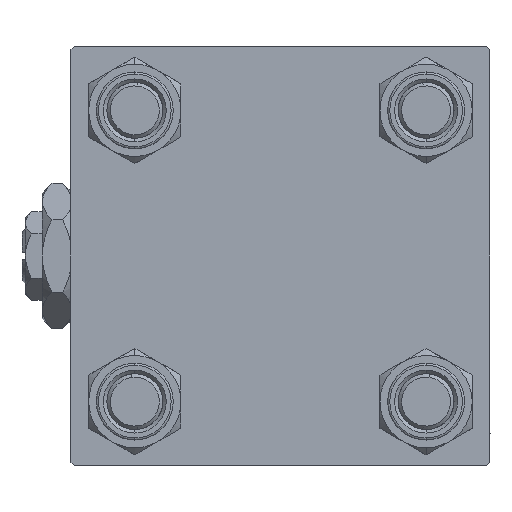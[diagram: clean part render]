
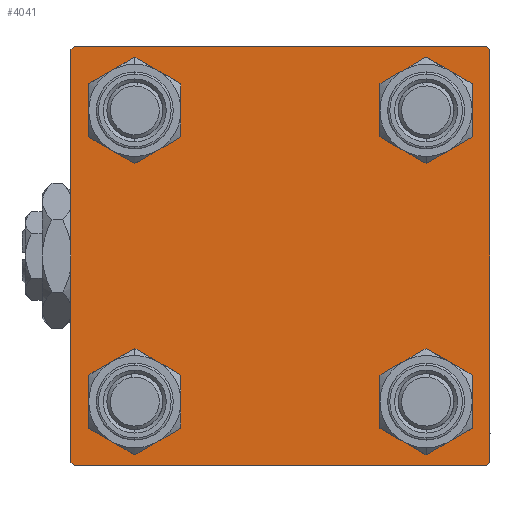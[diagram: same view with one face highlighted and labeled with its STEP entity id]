
A CAD part, left-side view. The second image highlights one B-rep face of the part: STEP entity #4041.
In plain terms, the highlighted planar face has unit normal (-1, 0, 0).
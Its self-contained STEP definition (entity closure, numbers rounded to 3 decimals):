
#177 = LINE ( 'NONE', #8157, #15625 ) ;
#254 = LINE ( 'NONE', #47982, #15788 ) ;
#1015 = DIRECTION ( 'NONE',  ( 1., 0., 0. ) ) ;
#1195 = CARTESIAN_POINT ( 'NONE',  ( 0., -30., -29.5 ) ) ;
#3211 = ORIENTED_EDGE ( 'NONE', *, *, #15424, .T. ) ;
#3882 = ORIENTED_EDGE ( 'NONE', *, *, #30916, .T. ) ;
#3989 = CARTESIAN_POINT ( 'NONE',  ( 0., -30., 30. ) ) ;
#4041 = ADVANCED_FACE ( 'NONE', ( #14982, #10973, #27235, #51787, #31511 ), #27500, .T. ) ;
#4930 = DIRECTION ( 'NONE',  ( 1., 0., 0. ) ) ;
#5295 = CARTESIAN_POINT ( 'NONE',  ( 0., 29.5, -30. ) ) ;
#6644 = LINE ( 'NONE', #23164, #48254 ) ;
#6784 = CARTESIAN_POINT ( 'NONE',  ( 0., 30., 30. ) ) ;
#7174 = EDGE_CURVE ( 'NONE', #16544, #7282, #14581, .T. ) ;
#7251 = DIRECTION ( 'NONE',  ( -1., 0., 0. ) ) ;
#7282 = VERTEX_POINT ( 'NONE', #47109 ) ;
#7302 = CIRCLE ( 'NONE', #20925, 4.5 ) ;
#7749 = EDGE_CURVE ( 'NONE', #18821, #45897, #6644, .T. ) ;
#8157 = CARTESIAN_POINT ( 'NONE',  ( 0., 29.75, -29.75 ) ) ;
#8250 = ORIENTED_EDGE ( 'NONE', *, *, #48274, .T. ) ;
#9202 = DIRECTION ( 'NONE',  ( 0., 0.707, 0.707 ) ) ;
#9584 = EDGE_LOOP ( 'NONE', ( #8250, #3882 ) ) ;
#9630 = ORIENTED_EDGE ( 'NONE', *, *, #25742, .F. ) ;
#9892 = ORIENTED_EDGE ( 'NONE', *, *, #41123, .T. ) ;
#10176 = AXIS2_PLACEMENT_3D ( 'NONE', #10240, #4930, #42508 ) ;
#10240 = CARTESIAN_POINT ( 'NONE',  ( 0., 20.85, 20.85 ) ) ;
#10444 = VECTOR ( 'NONE', #45293, 1000. ) ;
#10597 = VECTOR ( 'NONE', #40179, 1000. ) ;
#10827 = CARTESIAN_POINT ( 'NONE',  ( 0., -20.85, 20.85 ) ) ;
#10848 = CARTESIAN_POINT ( 'NONE',  ( 0., 20.85, 16.35 ) ) ;
#10973 = FACE_BOUND ( 'NONE', #49542, .T. ) ;
#11072 = ORIENTED_EDGE ( 'NONE', *, *, #38458, .T. ) ;
#11198 = CARTESIAN_POINT ( 'NONE',  ( 0., -20.85, -16.35 ) ) ;
#11344 = CARTESIAN_POINT ( 'NONE',  ( 0., -29.75, -29.75 ) ) ;
#11688 = DIRECTION ( 'NONE',  ( 0., -1., 0. ) ) ;
#12387 = DIRECTION ( 'NONE',  ( 0., 0., 1. ) ) ;
#12923 = DIRECTION ( 'NONE',  ( 0., 0., 1. ) ) ;
#13499 = VERTEX_POINT ( 'NONE', #10848 ) ;
#13645 = VERTEX_POINT ( 'NONE', #15111 ) ;
#13834 = ORIENTED_EDGE ( 'NONE', *, *, #36355, .T. ) ;
#14581 = CIRCLE ( 'NONE', #31604, 4.5 ) ;
#14857 = CIRCLE ( 'NONE', #44672, 4.5 ) ;
#14870 = CARTESIAN_POINT ( 'NONE',  ( 0., 20.85, 25.35 ) ) ;
#14917 = DIRECTION ( 'NONE',  ( 1., 0., 0. ) ) ;
#14982 = FACE_BOUND ( 'NONE', #21434, .T. ) ;
#15111 = CARTESIAN_POINT ( 'NONE',  ( 0., 30., -29.5 ) ) ;
#15284 = CIRCLE ( 'NONE', #38250, 4.5 ) ;
#15424 = EDGE_CURVE ( 'NONE', #13499, #19614, #15284, .T. ) ;
#15593 = VERTEX_POINT ( 'NONE', #1195 ) ;
#15625 = VECTOR ( 'NONE', #48699, 1000. ) ;
#15709 = CARTESIAN_POINT ( 'NONE',  ( 0., 20.85, -20.85 ) ) ;
#15788 = VECTOR ( 'NONE', #45019, 1000. ) ;
#16124 = CARTESIAN_POINT ( 'NONE',  ( 0., 20.85, 20.85 ) ) ;
#16544 = VERTEX_POINT ( 'NONE', #26159 ) ;
#16841 = DIRECTION ( 'NONE',  ( 0., 0., 1. ) ) ;
#17376 = ORIENTED_EDGE ( 'NONE', *, *, #50124, .T. ) ;
#17694 = CARTESIAN_POINT ( 'NONE',  ( 0., -20.85, -20.85 ) ) ;
#18821 = VERTEX_POINT ( 'NONE', #42218 ) ;
#18851 = AXIS2_PLACEMENT_3D ( 'NONE', #43770, #7251, #28756 ) ;
#19294 = CARTESIAN_POINT ( 'NONE',  ( 0., 20.85, -25.35 ) ) ;
#19459 = AXIS2_PLACEMENT_3D ( 'NONE', #15709, #14917, #43708 ) ;
#19614 = VERTEX_POINT ( 'NONE', #14870 ) ;
#20269 = EDGE_CURVE ( 'NONE', #28774, #13645, #39039, .T. ) ;
#20925 = AXIS2_PLACEMENT_3D ( 'NONE', #10827, #43356, #27875 ) ;
#20934 = DIRECTION ( 'NONE',  ( 1., 0., 0. ) ) ;
#21424 = VECTOR ( 'NONE', #50540, 1000. ) ;
#21434 = EDGE_LOOP ( 'NONE', ( #9892, #35498 ) ) ;
#22431 = VERTEX_POINT ( 'NONE', #50228 ) ;
#22736 = CARTESIAN_POINT ( 'NONE',  ( 0., -30., 29.5 ) ) ;
#22955 = VERTEX_POINT ( 'NONE', #37573 ) ;
#23164 = CARTESIAN_POINT ( 'NONE',  ( 0., 30., 30. ) ) ;
#23850 = EDGE_CURVE ( 'NONE', #13645, #48413, #177, .T. ) ;
#24074 = VERTEX_POINT ( 'NONE', #19294 ) ;
#25394 = VECTOR ( 'NONE', #9202, 1000. ) ;
#25742 = EDGE_CURVE ( 'NONE', #50034, #15593, #32520, .T. ) ;
#25765 = DIRECTION ( 'NONE',  ( 0., 0., 1. ) ) ;
#26159 = CARTESIAN_POINT ( 'NONE',  ( 0., -20.85, 16.35 ) ) ;
#26625 = EDGE_CURVE ( 'NONE', #22955, #15593, #51898, .T. ) ;
#27066 = ORIENTED_EDGE ( 'NONE', *, *, #50897, .T. ) ;
#27235 = FACE_BOUND ( 'NONE', #9584, .T. ) ;
#27500 = PLANE ( 'NONE',  #18851 ) ;
#27875 = DIRECTION ( 'NONE',  ( 0., 0., 1. ) ) ;
#28180 = CARTESIAN_POINT ( 'NONE',  ( 0., 30., -30. ) ) ;
#28756 = DIRECTION ( 'NONE',  ( 0., 0., 1. ) ) ;
#28774 = VERTEX_POINT ( 'NONE', #33232 ) ;
#29172 = DIRECTION ( 'NONE',  ( 1., 0., 0. ) ) ;
#29783 = AXIS2_PLACEMENT_3D ( 'NONE', #17694, #49986, #34238 ) ;
#30053 = ORIENTED_EDGE ( 'NONE', *, *, #7749, .F. ) ;
#30488 = EDGE_LOOP ( 'NONE', ( #33064, #3211 ) ) ;
#30896 = VECTOR ( 'NONE', #43878, 1000. ) ;
#30916 = EDGE_CURVE ( 'NONE', #24074, #22431, #14857, .T. ) ;
#31386 = LINE ( 'NONE', #28180, #10597 ) ;
#31511 = FACE_OUTER_BOUND ( 'NONE', #40525, .T. ) ;
#31604 = AXIS2_PLACEMENT_3D ( 'NONE', #34056, #1015, #25765 ) ;
#32520 = LINE ( 'NONE', #3989, #10444 ) ;
#32960 = LINE ( 'NONE', #49488, #25394 ) ;
#33064 = ORIENTED_EDGE ( 'NONE', *, *, #51183, .T. ) ;
#33232 = CARTESIAN_POINT ( 'NONE',  ( 0., 30., 29.5 ) ) ;
#33656 = VERTEX_POINT ( 'NONE', #38996 ) ;
#34056 = CARTESIAN_POINT ( 'NONE',  ( 0., -20.85, 20.85 ) ) ;
#34238 = DIRECTION ( 'NONE',  ( 0., 0., 1. ) ) ;
#35498 = ORIENTED_EDGE ( 'NONE', *, *, #7174, .T. ) ;
#35682 = CIRCLE ( 'NONE', #19459, 4.5 ) ;
#36355 = EDGE_CURVE ( 'NONE', #18821, #28774, #254, .T. ) ;
#36729 = ORIENTED_EDGE ( 'NONE', *, *, #47665, .T. ) ;
#37118 = CARTESIAN_POINT ( 'NONE',  ( 0., -20.85, -20.85 ) ) ;
#37573 = CARTESIAN_POINT ( 'NONE',  ( 0., -29.5, -30. ) ) ;
#37678 = ORIENTED_EDGE ( 'NONE', *, *, #26625, .T. ) ;
#38250 = AXIS2_PLACEMENT_3D ( 'NONE', #16124, #29172, #12387 ) ;
#38458 = EDGE_CURVE ( 'NONE', #48413, #22955, #31386, .T. ) ;
#38996 = CARTESIAN_POINT ( 'NONE',  ( 0., -20.85, -25.35 ) ) ;
#39039 = LINE ( 'NONE', #6784, #21424 ) ;
#39101 = AXIS2_PLACEMENT_3D ( 'NONE', #37118, #45112, #16841 ) ;
#40179 = DIRECTION ( 'NONE',  ( 0., -1., 0. ) ) ;
#40525 = EDGE_LOOP ( 'NONE', ( #52441, #44535, #11072, #37678, #9630, #36729, #30053, #13834 ) ) ;
#41123 = EDGE_CURVE ( 'NONE', #7282, #16544, #7302, .T. ) ;
#42218 = CARTESIAN_POINT ( 'NONE',  ( 0., 29.5, 30. ) ) ;
#42498 = CIRCLE ( 'NONE', #39101, 4.5 ) ;
#42508 = DIRECTION ( 'NONE',  ( 0., 0., 1. ) ) ;
#42943 = VERTEX_POINT ( 'NONE', #11198 ) ;
#43356 = DIRECTION ( 'NONE',  ( 1., 0., 0. ) ) ;
#43708 = DIRECTION ( 'NONE',  ( 0., 0., 1. ) ) ;
#43770 = CARTESIAN_POINT ( 'NONE',  ( 0., 0., 0. ) ) ;
#43875 = CARTESIAN_POINT ( 'NONE',  ( 0., 20.85, -20.85 ) ) ;
#43878 = DIRECTION ( 'NONE',  ( 0., -0.707, 0.707 ) ) ;
#44535 = ORIENTED_EDGE ( 'NONE', *, *, #23850, .T. ) ;
#44672 = AXIS2_PLACEMENT_3D ( 'NONE', #43875, #20934, #12923 ) ;
#45019 = DIRECTION ( 'NONE',  ( 0., 0.707, -0.707 ) ) ;
#45112 = DIRECTION ( 'NONE',  ( 1., 0., 0. ) ) ;
#45293 = DIRECTION ( 'NONE',  ( 0., 0., -1. ) ) ;
#45897 = VERTEX_POINT ( 'NONE', #47498 ) ;
#47109 = CARTESIAN_POINT ( 'NONE',  ( 0., -20.85, 25.35 ) ) ;
#47498 = CARTESIAN_POINT ( 'NONE',  ( 0., -29.5, 30. ) ) ;
#47665 = EDGE_CURVE ( 'NONE', #50034, #45897, #32960, .T. ) ;
#47982 = CARTESIAN_POINT ( 'NONE',  ( 0., 29.75, 29.75 ) ) ;
#48254 = VECTOR ( 'NONE', #11688, 1000. ) ;
#48274 = EDGE_CURVE ( 'NONE', #22431, #24074, #35682, .T. ) ;
#48413 = VERTEX_POINT ( 'NONE', #5295 ) ;
#48530 = CIRCLE ( 'NONE', #29783, 4.5 ) ;
#48699 = DIRECTION ( 'NONE',  ( 0., -0.707, -0.707 ) ) ;
#49366 = CIRCLE ( 'NONE', #10176, 4.5 ) ;
#49488 = CARTESIAN_POINT ( 'NONE',  ( 0., -29.75, 29.75 ) ) ;
#49542 = EDGE_LOOP ( 'NONE', ( #27066, #17376 ) ) ;
#49986 = DIRECTION ( 'NONE',  ( 1., 0., 0. ) ) ;
#50034 = VERTEX_POINT ( 'NONE', #22736 ) ;
#50124 = EDGE_CURVE ( 'NONE', #33656, #42943, #42498, .T. ) ;
#50228 = CARTESIAN_POINT ( 'NONE',  ( 0., 20.85, -16.35 ) ) ;
#50540 = DIRECTION ( 'NONE',  ( 0., 0., -1. ) ) ;
#50897 = EDGE_CURVE ( 'NONE', #42943, #33656, #48530, .T. ) ;
#51183 = EDGE_CURVE ( 'NONE', #19614, #13499, #49366, .T. ) ;
#51787 = FACE_BOUND ( 'NONE', #30488, .T. ) ;
#51898 = LINE ( 'NONE', #11344, #30896 ) ;
#52441 = ORIENTED_EDGE ( 'NONE', *, *, #20269, .T. ) ;
